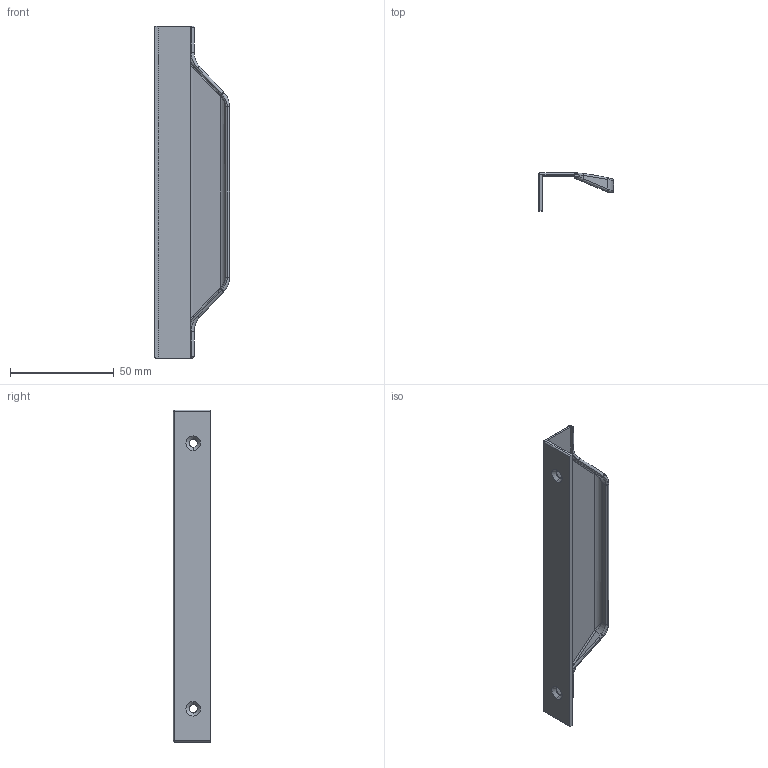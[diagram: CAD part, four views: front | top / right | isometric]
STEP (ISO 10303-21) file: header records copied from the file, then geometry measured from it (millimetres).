
FILE_DESCRIPTION (( 'STEP AP214' ), '1' );
FILE_NAME ('Cover 128mm.STEP', '2020-02-14T19:35:22', ( '' ), ( '' ), 'SwSTEP 2.0', 'SolidWorks 2019', '' );
FILE_SCHEMA (( 'AUTOMOTIVE_DESIGN' ));
Length unit declared in the file: millimetre
Products named in the file (1): Cover 128mm
Bounding box: 36.15 x 18.3 x 160 mm (x, y, z)
Volume: 13476.8 mm3; surface area: 16852.7 mm2
Topology: 1 solids, 1 shells, 93 faces, 219 edges, 124 vertices
Faces by surface type: cylinder 36, bspline 24, plane 19, torus 8, cone 4, sphere 2
Entity records: 3279 total; most frequent: CARTESIAN_POINT 1313, ORIENTED_EDGE 430, DIRECTION 379, EDGE_CURVE 215, AXIS2_PLACEMENT_3D 148, VERTEX_POINT 124, EDGE_LOOP 97, ADVANCED_FACE 93
